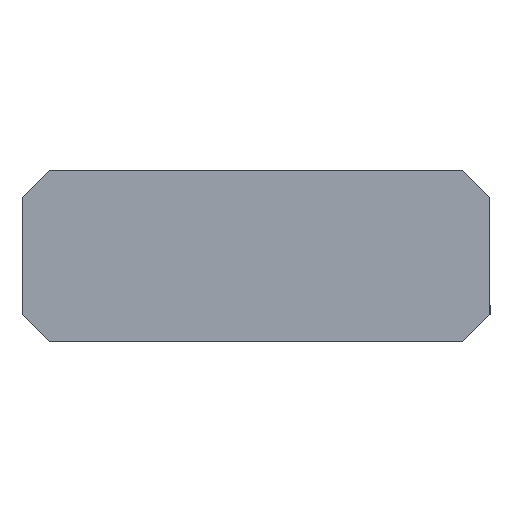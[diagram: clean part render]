
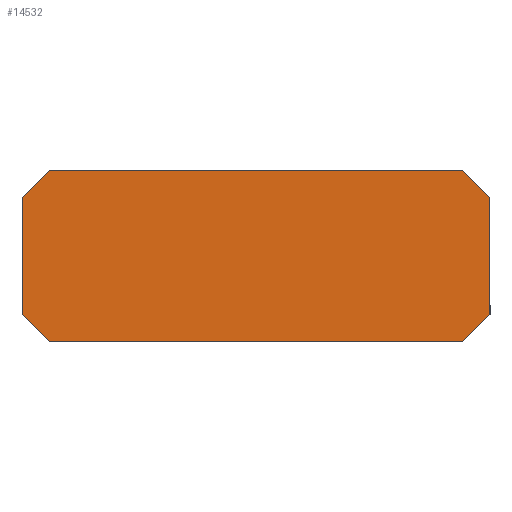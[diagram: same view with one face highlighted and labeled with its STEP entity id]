
A CAD part, front view. The second image highlights one B-rep face of the part: STEP entity #14532.
In plain terms, the highlighted planar face has unit normal (0, -1, 0).
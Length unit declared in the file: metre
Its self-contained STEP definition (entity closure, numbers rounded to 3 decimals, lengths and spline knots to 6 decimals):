
#5219=ORIENTED_EDGE('',*,*,#7285,.T.);
#5220=ORIENTED_EDGE('',*,*,#7286,.T.);
#5221=ORIENTED_EDGE('',*,*,#7287,.T.);
#5222=ORIENTED_EDGE('',*,*,#7288,.T.);
#5223=ORIENTED_EDGE('',*,*,#7289,.F.);
#5224=ORIENTED_EDGE('',*,*,#7283,.F.);
#5225=ORIENTED_EDGE('',*,*,#7290,.F.);
#5226=ORIENTED_EDGE('',*,*,#7291,.F.);
#7283=EDGE_CURVE('',#8594,#8595,#9768,.T.);
#7285=EDGE_CURVE('',#8596,#8597,#9770,.T.);
#7286=EDGE_CURVE('',#8597,#8598,#9771,.T.);
#7287=EDGE_CURVE('',#8598,#8599,#9772,.T.);
#7288=EDGE_CURVE('',#8599,#8600,#9773,.T.);
#7289=EDGE_CURVE('',#8595,#8600,#9774,.T.);
#7290=EDGE_CURVE('',#8601,#8594,#9775,.T.);
#7291=EDGE_CURVE('',#8596,#8601,#9776,.T.);
#8594=VERTEX_POINT('',#24963);
#8595=VERTEX_POINT('',#24965);
#8596=VERTEX_POINT('',#24969);
#8597=VERTEX_POINT('',#24970);
#8598=VERTEX_POINT('',#24972);
#8599=VERTEX_POINT('',#24974);
#8600=VERTEX_POINT('',#24976);
#8601=VERTEX_POINT('',#24979);
#9768=LINE('',#24964,#10954);
#9770=LINE('',#24968,#10956);
#9771=LINE('',#24971,#10957);
#9772=LINE('',#24973,#10958);
#9773=LINE('',#24975,#10959);
#9774=LINE('',#24977,#10960);
#9775=LINE('',#24978,#10961);
#9776=LINE('',#24980,#10962);
#10954=VECTOR('',#20796,1.);
#10956=VECTOR('',#20800,1.);
#10957=VECTOR('',#20801,1.);
#10958=VECTOR('',#20802,1.);
#10959=VECTOR('',#20803,1.);
#10960=VECTOR('',#20804,1.);
#10961=VECTOR('',#20805,1.);
#10962=VECTOR('',#20806,1.);
#12115=EDGE_LOOP('',(#5219,#5220,#5221,#5222,#5223,#5224,#5225,#5226));
#13252=FACE_BOUND('',#12115,.T.);
#13662=PLANE('',#16292);
#14532=ADVANCED_FACE('',(#13252),#13662,.T.);
#16292=AXIS2_PLACEMENT_3D('',#24967,#20798,#20799);
#20796=DIRECTION('',(1.,0.,0.));
#20798=DIRECTION('',(0.,-1.,0.));
#20799=DIRECTION('',(0.,0.,-1.));
#20800=DIRECTION('',(0.707,0.,-0.707));
#20801=DIRECTION('',(1.,0.,0.));
#20802=DIRECTION('',(0.707,0.,0.707));
#20803=DIRECTION('',(0.,0.,1.));
#20804=DIRECTION('',(0.707,0.,-0.707));
#20805=DIRECTION('',(0.707,0.,0.707));
#20806=DIRECTION('',(0.,0.,1.));
#24963=CARTESIAN_POINT('',(-0.084828,-0.119,0.0529));
#24964=CARTESIAN_POINT('',(0.032716,-0.119,0.0529));
#24965=CARTESIAN_POINT('',(0.042828,-0.119,0.0529));
#24967=CARTESIAN_POINT('',(0.025348,-0.119,0.0352));
#24968=CARTESIAN_POINT('',(-0.089012,-0.119,0.004184));
#24969=CARTESIAN_POINT('',(-0.093196,-0.119,0.008368));
#24970=CARTESIAN_POINT('',(-0.084828,-0.119,0.));
#24971=CARTESIAN_POINT('',(-0.060036,-0.119,0.));
#24972=CARTESIAN_POINT('',(0.042828,-0.119,0.));
#24973=CARTESIAN_POINT('',(0.051688,-0.119,0.00886));
#24974=CARTESIAN_POINT('',(0.051196,-0.119,0.008368));
#24975=CARTESIAN_POINT('',(0.051196,-0.119,0.021668));
#24976=CARTESIAN_POINT('',(0.051196,-0.119,0.044532));
#24977=CARTESIAN_POINT('',(0.042828,-0.119,0.0529));
#24978=CARTESIAN_POINT('',(-0.062214,-0.119,0.075514));
#24979=CARTESIAN_POINT('',(-0.093196,-0.119,0.044532));
#24980=CARTESIAN_POINT('',(-0.093196,-0.119,0.0529));
